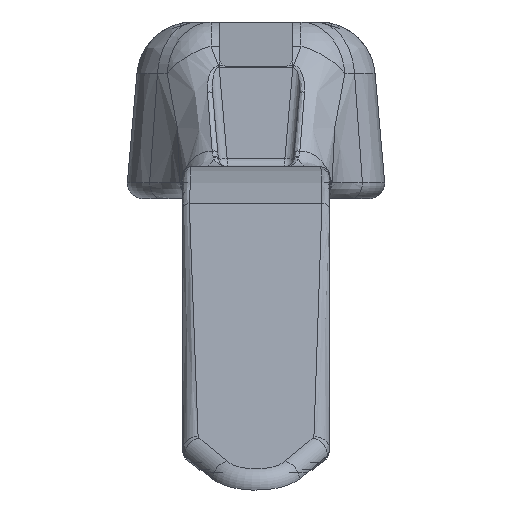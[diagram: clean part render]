
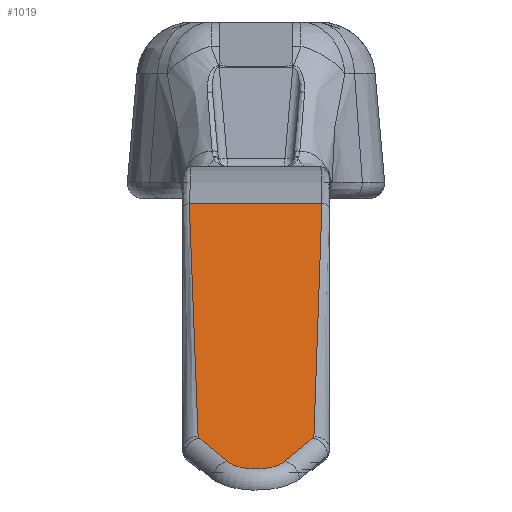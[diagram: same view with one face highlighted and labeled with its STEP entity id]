
A CAD part, front view. The second image highlights one B-rep face of the part: STEP entity #1019.
In plain terms, the highlighted planar face has unit normal (0, -0.407, 0.913).
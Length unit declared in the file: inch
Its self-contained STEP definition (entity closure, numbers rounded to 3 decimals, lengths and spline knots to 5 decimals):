
#101=(
BOUNDED_CURVE()
B_SPLINE_CURVE(3,(#12066,#12067,#12068,#12069,#12070,#12071,#12072),.UNSPECIFIED.,
.F.,.F.)
B_SPLINE_CURVE_WITH_KNOTS((4,3,4),(0.,0.5,1.),.UNSPECIFIED.)
CURVE()
GEOMETRIC_REPRESENTATION_ITEM()
RATIONAL_B_SPLINE_CURVE((1.,1.,1.,1.,1.,1.,1.))
REPRESENTATION_ITEM('')
);
#102=(
BOUNDED_CURVE()
B_SPLINE_CURVE(3,(#12076,#12077,#12078,#12079,#12080,#12081,#12082),.UNSPECIFIED.,
.F.,.F.)
B_SPLINE_CURVE_WITH_KNOTS((4,3,4),(0.,0.5,1.),.UNSPECIFIED.)
CURVE()
GEOMETRIC_REPRESENTATION_ITEM()
RATIONAL_B_SPLINE_CURVE((1.,1.,1.,1.,1.,1.,1.))
REPRESENTATION_ITEM('')
);
#365=CIRCLE('',#6634,0.011);
#366=CIRCLE('',#6635,0.011);
#367=CIRCLE('',#6636,0.04);
#1019=ADVANCED_FACE('',(#1488),#1154,.T.);
#1154=PLANE('',#6637);
#1488=FACE_OUTER_BOUND('',#1837,.T.);
#1837=EDGE_LOOP('',(#3712,#3713,#3714,#3715,#3716,#3717,#3718,#3719));
#3712=ORIENTED_EDGE('',*,*,#5237,.T.);
#3713=ORIENTED_EDGE('',*,*,#5238,.T.);
#3714=ORIENTED_EDGE('',*,*,#5239,.F.);
#3715=ORIENTED_EDGE('',*,*,#5240,.T.);
#3716=ORIENTED_EDGE('',*,*,#5241,.T.);
#3717=ORIENTED_EDGE('',*,*,#5242,.T.);
#3718=ORIENTED_EDGE('',*,*,#5243,.T.);
#3719=ORIENTED_EDGE('',*,*,#5244,.T.);
#4355=VERTEX_POINT('',#12064);
#4356=VERTEX_POINT('',#12065);
#4357=VERTEX_POINT('',#12073);
#4358=VERTEX_POINT('',#12075);
#4359=VERTEX_POINT('',#12083);
#4360=VERTEX_POINT('',#12085);
#4361=VERTEX_POINT('',#12087);
#4362=VERTEX_POINT('',#12089);
#5237=EDGE_CURVE('',#4355,#4356,#365,.T.);
#5238=EDGE_CURVE('',#4356,#4357,#101,.T.);
#5239=EDGE_CURVE('',#4358,#4357,#5670,.T.);
#5240=EDGE_CURVE('',#4358,#4359,#102,.T.);
#5241=EDGE_CURVE('',#4359,#4360,#366,.T.);
#5242=EDGE_CURVE('',#4360,#4361,#5671,.T.);
#5243=EDGE_CURVE('',#4361,#4362,#367,.T.);
#5244=EDGE_CURVE('',#4362,#4355,#5672,.T.);
#5670=LINE('',#12074,#6079);
#5671=LINE('',#12086,#6080);
#5672=LINE('',#12090,#6081);
#6079=VECTOR('',#8152,1.);
#6080=VECTOR('',#8155,1.);
#6081=VECTOR('',#8158,1.);
#6634=AXIS2_PLACEMENT_3D('',#12063,#8150,#8151);
#6635=AXIS2_PLACEMENT_3D('',#12084,#8153,#8154);
#6636=AXIS2_PLACEMENT_3D('',#12088,#8156,#8157);
#6637=AXIS2_PLACEMENT_3D('',#12091,#8159,#8160);
#8150=DIRECTION('',(0.,-0.407,0.914));
#8151=DIRECTION('',(0.,-0.914,-0.407));
#8152=DIRECTION('',(1.,0.,0.));
#8153=DIRECTION('',(0.,-0.407,0.914));
#8154=DIRECTION('',(0.,-0.914,-0.407));
#8155=DIRECTION('',(0.438,-0.821,-0.366));
#8156=DIRECTION('',(0.,-0.407,0.914));
#8157=DIRECTION('',(0.,-0.914,-0.407));
#8158=DIRECTION('',(0.438,0.821,0.366));
#8159=DIRECTION('',(0.,-0.407,0.914));
#8160=DIRECTION('',(-1.,0.,0.));
#12063=CARTESIAN_POINT('',(0.061,-8.0495,-0.31537));
#12064=CARTESIAN_POINT('',(0.07089,-8.05391,-0.31733));
#12065=CARTESIAN_POINT('',(0.072,-8.0495,-0.31537));
#12066=CARTESIAN_POINT('',(0.072,-8.0495,-0.31537));
#12067=CARTESIAN_POINT('',(0.072,-7.94095,-0.26704));
#12068=CARTESIAN_POINT('',(0.072,-7.8324,-0.21871));
#12069=CARTESIAN_POINT('',(0.072,-7.72385,-0.17038));
#12070=CARTESIAN_POINT('',(0.072,-7.6153,-0.12205));
#12071=CARTESIAN_POINT('',(0.082,-7.50675,-0.07372));
#12072=CARTESIAN_POINT('',(0.082,-7.3982,-0.02539));
#12073=CARTESIAN_POINT('',(0.082,-7.3982,-0.02539));
#12074=CARTESIAN_POINT('',(-0.092,-7.3982,-0.02539));
#12075=CARTESIAN_POINT('',(-0.08296,-7.3982,-0.02539));
#12076=CARTESIAN_POINT('',(-0.082,-7.3982,-0.02539));
#12077=CARTESIAN_POINT('',(-0.082,-7.50675,-0.07372));
#12078=CARTESIAN_POINT('',(-0.072,-7.6153,-0.12205));
#12079=CARTESIAN_POINT('',(-0.072,-7.72385,-0.17038));
#12080=CARTESIAN_POINT('',(-0.072,-7.8324,-0.21871));
#12081=CARTESIAN_POINT('',(-0.072,-7.94095,-0.26704));
#12082=CARTESIAN_POINT('',(-0.072,-8.0495,-0.31537));
#12083=CARTESIAN_POINT('',(-0.072,-8.0495,-0.31537));
#12084=CARTESIAN_POINT('',(-0.061,-8.0495,-0.31537));
#12085=CARTESIAN_POINT('',(-0.07089,-8.05391,-0.31733));
#12086=CARTESIAN_POINT('',(-0.18318,-7.84358,-0.22369));
#12087=CARTESIAN_POINT('',(-0.03595,-8.11934,-0.34646));
#12088=CARTESIAN_POINT('',(0.,-8.10332,-0.33933));
#12089=CARTESIAN_POINT('',(0.03595,-8.11934,-0.34646));
#12090=CARTESIAN_POINT('',(0.18318,-7.84358,-0.22369));
#12091=CARTESIAN_POINT('',(0.,-7.76196,-0.18735));
